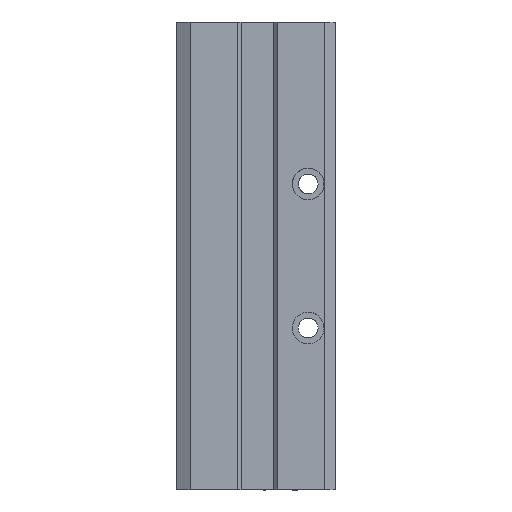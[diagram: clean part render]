
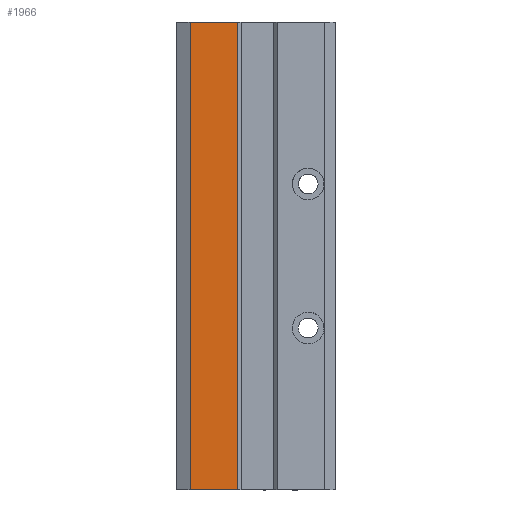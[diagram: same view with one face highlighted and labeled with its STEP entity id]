
A CAD part, left-side view. The second image highlights one B-rep face of the part: STEP entity #1966.
In plain terms, the highlighted free-form (B-spline) face has degree [1, 1] with [2, 2] control points.
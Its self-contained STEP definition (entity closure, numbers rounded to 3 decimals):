
#137 = ORIENTED_EDGE ( 'NONE', *, *, #568, .T. ) ;
#206 = CARTESIAN_POINT ( 'NONE',  ( -13., 40.326, -130. ) ) ;
#406 = CARTESIAN_POINT ( 'NONE',  ( -13., 27.163, 0. ) ) ;
#428 = EDGE_CURVE ( 'NONE', #1259, #861, #1609, .T. ) ;
#564 = B_SPLINE_CURVE_WITH_KNOTS ( 'NONE', 1,
 ( #616, #3955 ),
 .UNSPECIFIED., .F., .F.,
 ( 2, 2 ),
 ( 0., 1. ),
 .UNSPECIFIED. ) ;
#568 = EDGE_CURVE ( 'NONE', #2114, #3593, #564, .T. ) ;
#616 = CARTESIAN_POINT ( 'NONE',  ( -13., 40.326, 0. ) ) ;
#861 = VERTEX_POINT ( 'NONE', #3412 ) ;
#947 = B_SPLINE_CURVE_WITH_KNOTS ( 'NONE', 1,
 ( #2537, #2216 ),
 .UNSPECIFIED., .F., .F.,
 ( 2, 2 ),
 ( 0., 1. ),
 .UNSPECIFIED. ) ;
#1259 = VERTEX_POINT ( 'NONE', #1459 ) ;
#1459 = CARTESIAN_POINT ( 'NONE',  ( -13., 27.163, -130. ) ) ;
#1501 = CARTESIAN_POINT ( 'NONE',  ( -13., 27.163, 0. ) ) ;
#1609 = B_SPLINE_CURVE_WITH_KNOTS ( 'NONE', 1,
 ( #3520, #1501 ),
 .UNSPECIFIED., .F., .F.,
 ( 2, 2 ),
 ( 0., 1. ),
 .UNSPECIFIED. ) ;
#1680 = CARTESIAN_POINT ( 'NONE',  ( -13., 40.326, 0. ) ) ;
#1966 = ADVANCED_FACE ( 'NONE', ( #4239 ), #3600, .T. ) ;
#2114 = VERTEX_POINT ( 'NONE', #3805 ) ;
#2213 = CARTESIAN_POINT ( 'NONE',  ( -13., 27.163, -130. ) ) ;
#2216 = CARTESIAN_POINT ( 'NONE',  ( -13., 27.163, 0. ) ) ;
#2325 = ORIENTED_EDGE ( 'NONE', *, *, #3124, .F. ) ;
#2537 = CARTESIAN_POINT ( 'NONE',  ( -13., 40.326, 0. ) ) ;
#3056 = EDGE_LOOP ( 'NONE', ( #2325, #137, #4139, #3779 ) ) ;
#3124 = EDGE_CURVE ( 'NONE', #2114, #861, #947, .T. ) ;
#3384 = CARTESIAN_POINT ( 'NONE',  ( -13., 40.326, -130. ) ) ;
#3412 = CARTESIAN_POINT ( 'NONE',  ( -13., 27.163, 0. ) ) ;
#3520 = CARTESIAN_POINT ( 'NONE',  ( -13., 27.163, -130. ) ) ;
#3593 = VERTEX_POINT ( 'NONE', #3949 ) ;
#3600 = B_SPLINE_SURFACE_WITH_KNOTS ( 'NONE', 1, 1, ( 
 ( #2213, #206 ),
 ( #406, #1680 ) ),
 .UNSPECIFIED., .F., .F., .F.,
 ( 2, 2 ),
 ( 2, 2 ),
 ( 0., 1. ),
 ( 0., 1. ),
 .UNSPECIFIED. ) ;
#3779 = ORIENTED_EDGE ( 'NONE', *, *, #428, .T. ) ;
#3805 = CARTESIAN_POINT ( 'NONE',  ( -13., 40.326, 0. ) ) ;
#3807 = B_SPLINE_CURVE_WITH_KNOTS ( 'NONE', 1,
 ( #3384, #4120 ),
 .UNSPECIFIED., .F., .F.,
 ( 2, 2 ),
 ( 0., 1. ),
 .UNSPECIFIED. ) ;
#3949 = CARTESIAN_POINT ( 'NONE',  ( -13., 40.326, -130. ) ) ;
#3955 = CARTESIAN_POINT ( 'NONE',  ( -13., 40.326, -130. ) ) ;
#4011 = EDGE_CURVE ( 'NONE', #3593, #1259, #3807, .T. ) ;
#4120 = CARTESIAN_POINT ( 'NONE',  ( -13., 27.163, -130. ) ) ;
#4139 = ORIENTED_EDGE ( 'NONE', *, *, #4011, .T. ) ;
#4239 = FACE_OUTER_BOUND ( 'NONE', #3056, .T. ) ;
